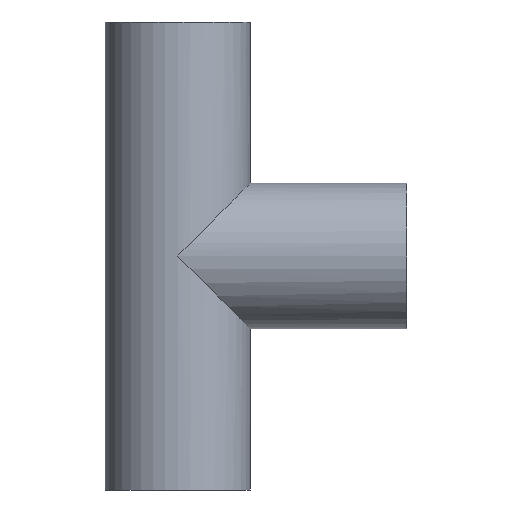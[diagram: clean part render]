
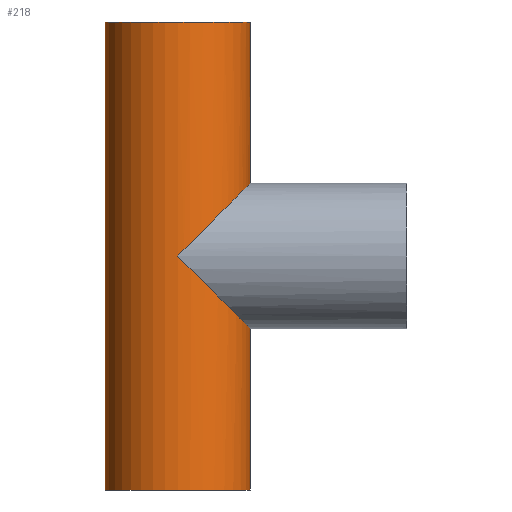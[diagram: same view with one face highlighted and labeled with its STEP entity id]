
A CAD part, front view. The second image highlights one B-rep face of the part: STEP entity #218.
In plain terms, the highlighted cylindrical face has radius 45 mm (diameter 90 mm), a partial arc.
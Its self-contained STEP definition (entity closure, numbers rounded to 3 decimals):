
#8 = EDGE_CURVE ( 'NONE', #164, #440, #326, .T. ) ;
#34 = CARTESIAN_POINT ( 'NONE',  ( 26.36, -45., -26.36 ) ) ;
#35 = CYLINDRICAL_SURFACE ( 'NONE', #122, 45. ) ;
#38 = EDGE_CURVE ( 'NONE', #134, #302, #420, .T. ) ;
#40 = VECTOR ( 'NONE', #126, 1000. ) ;
#42 = EDGE_CURVE ( 'NONE', #302, #164, #421, .T. ) ;
#53 = EDGE_LOOP ( 'NONE', ( #400, #265, #187, #262, #186, #260, #149 ) ) ;
#54 = EDGE_CURVE ( 'NONE', #352, #195, #347, .T. ) ;
#55 = EDGE_CURVE ( 'NONE', #440, #436, #245, .T. ) ;
#59 = CARTESIAN_POINT ( 'NONE',  ( 45., -26.36, -45. ) ) ;
#73 = CARTESIAN_POINT ( 'NONE',  ( 45., 0., -145. ) ) ;
#76 = CARTESIAN_POINT ( 'NONE',  ( -45., 0., 145. ) ) ;
#79 = AXIS2_PLACEMENT_3D ( 'NONE', #417, #448, #204 ) ;
#94 = CARTESIAN_POINT ( 'NONE',  ( 26.36, -45., 26.36 ) ) ;
#101 = CARTESIAN_POINT ( 'NONE',  ( 45., 0., 145. ) ) ;
#104 = CARTESIAN_POINT ( 'NONE',  ( 45., -26.36, 45. ) ) ;
#115 = EDGE_CURVE ( 'NONE', #352, #134, #403, .T. ) ;
#122 = AXIS2_PLACEMENT_3D ( 'NONE', #314, #449, #237 ) ;
#126 = DIRECTION ( 'NONE',  ( 0., 0., -1. ) ) ;
#134 = VERTEX_POINT ( 'NONE', #211 ) ;
#146 = FACE_OUTER_BOUND ( 'NONE', #53, .T. ) ;
#149 = ORIENTED_EDGE ( 'NONE', *, *, #42, .F. ) ;
#161 = CARTESIAN_POINT ( 'NONE',  ( -45., 0., -145. ) ) ;
#164 = VERTEX_POINT ( 'NONE', #364 ) ;
#167 = CARTESIAN_POINT ( 'NONE',  ( 45., 0., 145. ) ) ;
#170 = CARTESIAN_POINT ( 'NONE',  ( 0., 0., -145. ) ) ;
#186 = ORIENTED_EDGE ( 'NONE', *, *, #55, .F. ) ;
#187 = ORIENTED_EDGE ( 'NONE', *, *, #54, .T. ) ;
#195 = VERTEX_POINT ( 'NONE', #161 ) ;
#198 = DIRECTION ( 'NONE',  ( 0., 0., -1. ) ) ;
#200 = CARTESIAN_POINT ( 'NONE',  ( -45., 0., 145. ) ) ;
#204 = DIRECTION ( 'NONE',  ( 1., 0., 0. ) ) ;
#209 = VECTOR ( 'NONE', #210, 1000. ) ;
#210 = DIRECTION ( 'NONE',  ( 0., 0., -1. ) ) ;
#211 = CARTESIAN_POINT ( 'NONE',  ( 45., 0., 145. ) ) ;
#216 = EDGE_CURVE ( 'NONE', #195, #436, #243, .T. ) ;
#218 = ADVANCED_FACE ( 'NONE', ( #146 ), #35, .T. ) ;
#233 = AXIS2_PLACEMENT_3D ( 'NONE', #170, #249, #415 ) ;
#237 = DIRECTION ( 'NONE',  ( -1., 0., 0. ) ) ;
#243 = CIRCLE ( 'NONE', #233, 45. ) ;
#245 = LINE ( 'NONE', #167, #322 ) ;
#249 = DIRECTION ( 'NONE',  ( 0., 0., 1. ) ) ;
#254 = CARTESIAN_POINT ( 'NONE',  ( 45., 0., -45. ) ) ;
#260 = ORIENTED_EDGE ( 'NONE', *, *, #8, .F. ) ;
#262 = ORIENTED_EDGE ( 'NONE', *, *, #216, .T. ) ;
#265 = ORIENTED_EDGE ( 'NONE', *, *, #115, .F. ) ;
#282 = CARTESIAN_POINT ( 'NONE',  ( 45., 0., 45. ) ) ;
#292 = CARTESIAN_POINT ( 'NONE',  ( 45., 0., 45. ) ) ;
#302 = VERTEX_POINT ( 'NONE', #292 ) ;
#314 = CARTESIAN_POINT ( 'NONE',  ( 0., 0., 145. ) ) ;
#322 = VECTOR ( 'NONE', #198, 1000. ) ;
#326 =( BOUNDED_CURVE ( )  B_SPLINE_CURVE ( 3, ( #338, #34, #59, #410 ),
 .UNSPECIFIED., .F., .F. ) 
 B_SPLINE_CURVE_WITH_KNOTS ( ( 4, 4 ),
 ( 4.712, 6.283 ),
 .UNSPECIFIED. ) 
 CURVE ( )  GEOMETRIC_REPRESENTATION_ITEM ( )  RATIONAL_B_SPLINE_CURVE ( ( 1., 0.805, 0.805, 1. ) ) 
 REPRESENTATION_ITEM ( '' )  );
#338 = CARTESIAN_POINT ( 'NONE',  ( 0., -45., 0. ) ) ;
#343 = CARTESIAN_POINT ( 'NONE',  ( 0., -45., 0. ) ) ;
#347 = LINE ( 'NONE', #200, #40 ) ;
#352 = VERTEX_POINT ( 'NONE', #76 ) ;
#364 = CARTESIAN_POINT ( 'NONE',  ( 0., -45., 0. ) ) ;
#400 = ORIENTED_EDGE ( 'NONE', *, *, #38, .F. ) ;
#403 = CIRCLE ( 'NONE', #79, 45. ) ;
#410 = CARTESIAN_POINT ( 'NONE',  ( 45., 0., -45. ) ) ;
#415 = DIRECTION ( 'NONE',  ( 1., 0., 0. ) ) ;
#417 = CARTESIAN_POINT ( 'NONE',  ( 0., 0., 145. ) ) ;
#420 = LINE ( 'NONE', #101, #209 ) ;
#421 =( BOUNDED_CURVE ( )  B_SPLINE_CURVE ( 3, ( #282, #104, #94, #343 ),
 .UNSPECIFIED., .F., .F. ) 
 B_SPLINE_CURVE_WITH_KNOTS ( ( 4, 4 ),
 ( 3.142, 4.712 ),
 .UNSPECIFIED. ) 
 CURVE ( )  GEOMETRIC_REPRESENTATION_ITEM ( )  RATIONAL_B_SPLINE_CURVE ( ( 1., 0.805, 0.805, 1. ) ) 
 REPRESENTATION_ITEM ( '' )  );
#436 = VERTEX_POINT ( 'NONE', #73 ) ;
#440 = VERTEX_POINT ( 'NONE', #254 ) ;
#448 = DIRECTION ( 'NONE',  ( 0., 0., 1. ) ) ;
#449 = DIRECTION ( 'NONE',  ( 0., 0., -1. ) ) ;
